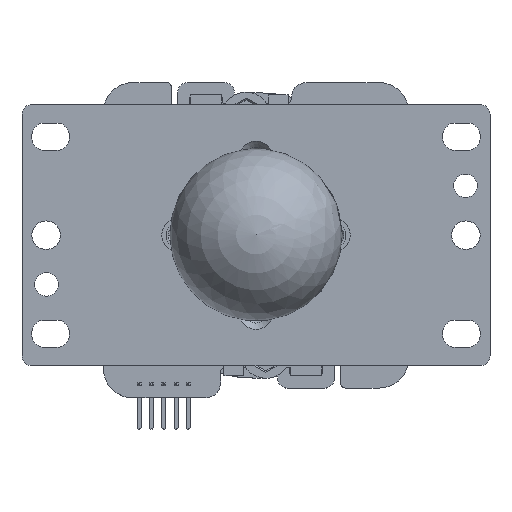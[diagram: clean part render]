
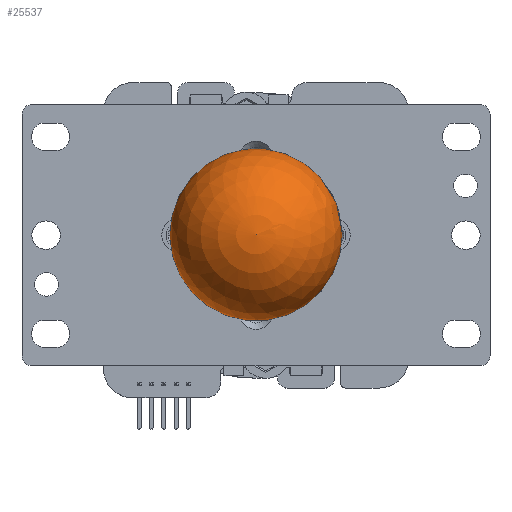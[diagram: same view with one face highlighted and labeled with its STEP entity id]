
A CAD part, top view. The second image highlights one B-rep face of the part: STEP entity #25537.
In plain terms, the highlighted spherical face has radius 17.5 mm.
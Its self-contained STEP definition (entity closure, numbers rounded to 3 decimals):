
#20=SPHERICAL_SURFACE('',#28016,17.5);
#2533=FACE_OUTER_BOUND('',#4077,.T.);
#4077=EDGE_LOOP('',(#22615,#22616,#22617));
#10056=CIRCLE('',#28015,5.931);
#10057=CIRCLE('',#28017,17.5);
#12236=VERTEX_POINT('',#45095);
#12237=VERTEX_POINT('',#45098);
#15743=EDGE_CURVE('',#12236,#12236,#10056,.T.);
#15744=EDGE_CURVE('',#12236,#12237,#10057,.T.);
#22615=ORIENTED_EDGE('',*,*,#15743,.T.);
#22616=ORIENTED_EDGE('',*,*,#15744,.T.);
#22617=ORIENTED_EDGE('',*,*,#15744,.F.);
#25537=ADVANCED_FACE('',(#2533),#20,.T.);
#28015=AXIS2_PLACEMENT_3D('',#45096,#34762,#34763);
#28016=AXIS2_PLACEMENT_3D('',#45097,#34764,#34765);
#28017=AXIS2_PLACEMENT_3D('',#45099,#34766,#34767);
#34762=DIRECTION('center_axis',(0.,0.,1.));
#34763=DIRECTION('ref_axis',(0.187,-0.982,0.));
#34764=DIRECTION('center_axis',(0.,0.,
-1.));
#34765=DIRECTION('ref_axis',(-0.982,-0.187,0.));
#34766=DIRECTION('center_axis',(0.187,-0.982,0.));
#34767=DIRECTION('ref_axis',(0.982,0.187,0.));
#45095=CARTESIAN_POINT('',(5.826,1.106,0.));
#45096=CARTESIAN_POINT('Origin',(0.,0.,0.));
#45097=CARTESIAN_POINT('Origin',(0.,0.,16.464));
#45098=CARTESIAN_POINT('',(0.,0.,33.964));
#45099=CARTESIAN_POINT('Origin',(0.,0.,16.464));
